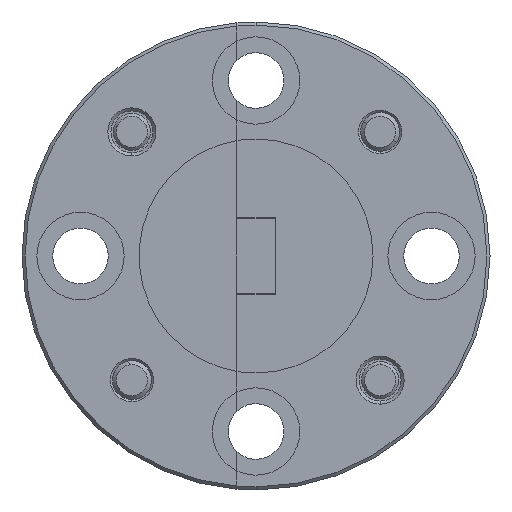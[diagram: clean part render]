
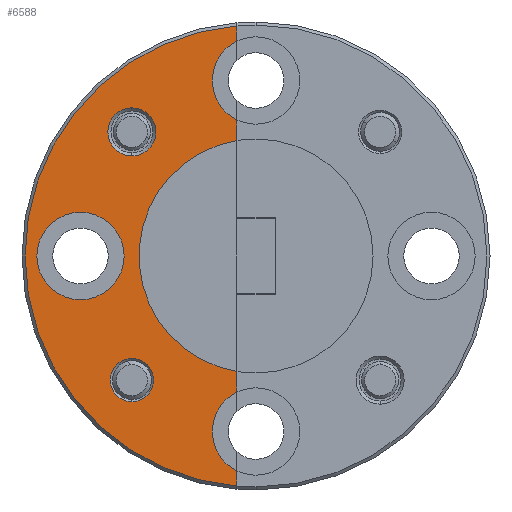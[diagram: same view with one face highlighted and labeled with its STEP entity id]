
A CAD part, left-side view. The second image highlights one B-rep face of the part: STEP entity #6588.
In plain terms, the highlighted planar face has unit normal (-1, 0, 0).
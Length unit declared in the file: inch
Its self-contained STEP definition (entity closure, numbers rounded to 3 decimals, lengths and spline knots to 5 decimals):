
#89 = VERTEX_POINT ( 'NONE', #9637 ) ;
#205 = CIRCLE ( 'NONE', #10971, 0.0385 ) ;
#314 = DIRECTION ( 'NONE',  ( 0., 0., 1. ) ) ;
#475 = CARTESIAN_POINT ( 'NONE',  ( -0.57, 0., 0.34426 ) ) ;
#505 = CIRCLE ( 'NONE', #4522, 0.07 ) ;
#570 = ORIENTED_EDGE ( 'NONE', *, *, #11108, .F. ) ;
#633 = DIRECTION ( 'NONE',  ( 0., 0., 1. ) ) ;
#707 = DIRECTION ( 'NONE',  ( -1., 0., 0. ) ) ;
#727 = CARTESIAN_POINT ( 'NONE',  ( -0.57, 0., 0. ) ) ;
#739 = EDGE_CURVE ( 'NONE', #6390, #1070, #205, .T. ) ;
#770 = AXIS2_PLACEMENT_3D ( 'NONE', #1376, #3146, #2084 ) ;
#912 = DIRECTION ( 'NONE',  ( 0., 0., 1. ) ) ;
#986 = DIRECTION ( 'NONE',  ( -1., 0., 0. ) ) ;
#1015 = VERTEX_POINT ( 'NONE', #1660 ) ;
#1070 = VERTEX_POINT ( 'NONE', #1780 ) ;
#1117 = CIRCLE ( 'NONE', #770, 0.07 ) ;
#1376 = CARTESIAN_POINT ( 'NONE',  ( -0.57, -0.0305, 0.28125 ) ) ;
#1453 = CARTESIAN_POINT ( 'NONE',  ( -0.57, 0.16837, -0.19887 ) ) ;
#1525 = EDGE_CURVE ( 'NONE', #2745, #1015, #8411, .T. ) ;
#1606 = CARTESIAN_POINT ( 'NONE',  ( -0.57, 0.16837, 0.19887 ) ) ;
#1660 = CARTESIAN_POINT ( 'NONE',  ( -0.57, 0., 0.21824 ) ) ;
#1698 = EDGE_CURVE ( 'NONE', #2745, #8046, #5380, .T. ) ;
#1751 = DIRECTION ( 'NONE',  ( -1., 0., 0. ) ) ;
#1780 = CARTESIAN_POINT ( 'NONE',  ( -0.57, 0.16837, 0.23737 ) ) ;
#1952 = CIRCLE ( 'NONE', #2813, 0.07 ) ;
#2084 = DIRECTION ( 'NONE',  ( 0., 0., 1. ) ) ;
#2160 = FACE_BOUND ( 'NONE', #7267, .T. ) ;
#2330 = CARTESIAN_POINT ( 'NONE',  ( -0.57, 0., 0.36874 ) ) ;
#2346 = ORIENTED_EDGE ( 'NONE', *, *, #9823, .F. ) ;
#2349 = VECTOR ( 'NONE', #5856, 39.37008 ) ;
#2416 = DIRECTION ( 'NONE',  ( 0., 0., 1. ) ) ;
#2466 = EDGE_CURVE ( 'NONE', #9999, #8046, #5360, .T. ) ;
#2518 = PLANE ( 'NONE',  #2816 ) ;
#2603 = DIRECTION ( 'NONE',  ( 0., 0., 1. ) ) ;
#2745 = VERTEX_POINT ( 'NONE', #6739 ) ;
#2813 = AXIS2_PLACEMENT_3D ( 'NONE', #5210, #4353, #912 ) ;
#2816 = AXIS2_PLACEMENT_3D ( 'NONE', #9600, #707, #5209 ) ;
#3004 = VECTOR ( 'NONE', #2416, 39.37008 ) ;
#3062 = LINE ( 'NONE', #4090, #2349 ) ;
#3082 = DIRECTION ( 'NONE',  ( -1., 0., 0. ) ) ;
#3142 = CARTESIAN_POINT ( 'NONE',  ( -0.57, -0.0305, -0.28125 ) ) ;
#3146 = DIRECTION ( 'NONE',  ( -1., 0., 0. ) ) ;
#3197 = EDGE_CURVE ( 'NONE', #3884, #1015, #1117, .T. ) ;
#3374 = ORIENTED_EDGE ( 'NONE', *, *, #3704, .T. ) ;
#3426 = FACE_OUTER_BOUND ( 'NONE', #9100, .T. ) ;
#3434 = AXIS2_PLACEMENT_3D ( 'NONE', #1606, #9746, #11415 ) ;
#3518 = CARTESIAN_POINT ( 'NONE',  ( -0.57, 0.25075, 0. ) ) ;
#3559 = ORIENTED_EDGE ( 'NONE', *, *, #6648, .T. ) ;
#3693 = ORIENTED_EDGE ( 'NONE', *, *, #10282, .F. ) ;
#3704 = EDGE_CURVE ( 'NONE', #89, #8391, #3062, .T. ) ;
#3774 = DIRECTION ( 'NONE',  ( 0., 0., 1. ) ) ;
#3856 = CARTESIAN_POINT ( 'NONE',  ( -0.57, -0.0305, 0. ) ) ;
#3884 = VERTEX_POINT ( 'NONE', #475 ) ;
#3892 = CARTESIAN_POINT ( 'NONE',  ( -0.57, 0.16837, 0.16037 ) ) ;
#3955 = ORIENTED_EDGE ( 'NONE', *, *, #1525, .T. ) ;
#4066 = CIRCLE ( 'NONE', #6851, 0.03475 ) ;
#4090 = CARTESIAN_POINT ( 'NONE',  ( -0.57, 0., 0. ) ) ;
#4138 = DIRECTION ( 'NONE',  ( 0., 0., 1. ) ) ;
#4246 = CARTESIAN_POINT ( 'NONE',  ( -0.57, 0.25075, -0.07 ) ) ;
#4264 = DIRECTION ( 'NONE',  ( 0., 0., 1. ) ) ;
#4353 = DIRECTION ( 'NONE',  ( -1., 0., 0. ) ) ;
#4420 = DIRECTION ( 'NONE',  ( 0., 0., 1. ) ) ;
#4522 = AXIS2_PLACEMENT_3D ( 'NONE', #3142, #11208, #4138 ) ;
#4695 = DIRECTION ( 'NONE',  ( -1., 0., 0. ) ) ;
#4797 = FACE_BOUND ( 'NONE', #9982, .T. ) ;
#5101 = DIRECTION ( 'NONE',  ( -1., 0., 0. ) ) ;
#5209 = DIRECTION ( 'NONE',  ( 0., 0., 1. ) ) ;
#5210 = CARTESIAN_POINT ( 'NONE',  ( -0.57, 0.25075, 0. ) ) ;
#5360 = LINE ( 'NONE', #7043, #6747 ) ;
#5380 = CIRCLE ( 'NONE', #9532, 0.1875 ) ;
#5384 = VERTEX_POINT ( 'NONE', #2330 ) ;
#5635 = CARTESIAN_POINT ( 'NONE',  ( -0.57, 0.16837, 0.19887 ) ) ;
#5768 = EDGE_CURVE ( 'NONE', #9999, #8391, #505, .T. ) ;
#5856 = DIRECTION ( 'NONE',  ( 0., 0., 1. ) ) ;
#6051 = VERTEX_POINT ( 'NONE', #9078 ) ;
#6094 = VERTEX_POINT ( 'NONE', #10044 ) ;
#6234 = ORIENTED_EDGE ( 'NONE', *, *, #5768, .F. ) ;
#6287 = CARTESIAN_POINT ( 'NONE',  ( -0.57, 0., -0.21824 ) ) ;
#6305 = CARTESIAN_POINT ( 'NONE',  ( -0.57, 0.16837, -0.19887 ) ) ;
#6390 = VERTEX_POINT ( 'NONE', #3892 ) ;
#6587 = CIRCLE ( 'NONE', #3434, 0.0385 ) ;
#6588 = ADVANCED_FACE ( 'NONE', ( #3426, #4797, #2160, #8986 ), #2518, .T. ) ;
#6648 = EDGE_CURVE ( 'NONE', #3884, #5384, #9545, .T. ) ;
#6739 = CARTESIAN_POINT ( 'NONE',  ( -0.57, 0., 0.185 ) ) ;
#6747 = VECTOR ( 'NONE', #4264, 39.37008 ) ;
#6767 = AXIS2_PLACEMENT_3D ( 'NONE', #3856, #3082, #10153 ) ;
#6851 = AXIS2_PLACEMENT_3D ( 'NONE', #1453, #8615, #10249 ) ;
#7043 = CARTESIAN_POINT ( 'NONE',  ( -0.57, 0., 0. ) ) ;
#7076 = ORIENTED_EDGE ( 'NONE', *, *, #8437, .T. ) ;
#7081 = CARTESIAN_POINT ( 'NONE',  ( -0.57, 0., -0.185 ) ) ;
#7267 = EDGE_LOOP ( 'NONE', ( #2346, #11428 ) ) ;
#7274 = CARTESIAN_POINT ( 'NONE',  ( -0.57, 0., 0. ) ) ;
#7844 = ORIENTED_EDGE ( 'NONE', *, *, #1698, .F. ) ;
#8046 = VERTEX_POINT ( 'NONE', #7081 ) ;
#8333 = CIRCLE ( 'NONE', #8387, 0.07 ) ;
#8387 = AXIS2_PLACEMENT_3D ( 'NONE', #3518, #1751, #2603 ) ;
#8391 = VERTEX_POINT ( 'NONE', #9853 ) ;
#8411 = LINE ( 'NONE', #727, #3004 ) ;
#8437 = EDGE_CURVE ( 'NONE', #5384, #89, #8907, .T. ) ;
#8615 = DIRECTION ( 'NONE',  ( -1., 0., 0. ) ) ;
#8759 = EDGE_CURVE ( 'NONE', #6051, #9306, #8333, .T. ) ;
#8907 = CIRCLE ( 'NONE', #6767, 0.37 ) ;
#8986 = FACE_BOUND ( 'NONE', #9988, .T. ) ;
#9078 = CARTESIAN_POINT ( 'NONE',  ( -0.57, 0.25075, 0.07 ) ) ;
#9087 = CIRCLE ( 'NONE', #10555, 0.03475 ) ;
#9100 = EDGE_LOOP ( 'NONE', ( #3559, #7076, #3374, #6234, #10174, #7844, #3955, #9121 ) ) ;
#9121 = ORIENTED_EDGE ( 'NONE', *, *, #3197, .F. ) ;
#9306 = VERTEX_POINT ( 'NONE', #4246 ) ;
#9532 = AXIS2_PLACEMENT_3D ( 'NONE', #11281, #5101, #633 ) ;
#9545 = LINE ( 'NONE', #7274, #9816 ) ;
#9600 = CARTESIAN_POINT ( 'NONE',  ( -0.57, -0.0305, 0. ) ) ;
#9637 = CARTESIAN_POINT ( 'NONE',  ( -0.57, 0., -0.36874 ) ) ;
#9746 = DIRECTION ( 'NONE',  ( -1., 0., 0. ) ) ;
#9816 = VECTOR ( 'NONE', #4420, 39.37008 ) ;
#9823 = EDGE_CURVE ( 'NONE', #1070, #6390, #6587, .T. ) ;
#9853 = CARTESIAN_POINT ( 'NONE',  ( -0.57, 0., -0.34426 ) ) ;
#9982 = EDGE_LOOP ( 'NONE', ( #10549, #570 ) ) ;
#9988 = EDGE_LOOP ( 'NONE', ( #3693, #11542 ) ) ;
#9999 = VERTEX_POINT ( 'NONE', #6287 ) ;
#10024 = CARTESIAN_POINT ( 'NONE',  ( -0.57, 0.16837, -0.23362 ) ) ;
#10044 = CARTESIAN_POINT ( 'NONE',  ( -0.57, 0.16837, -0.16412 ) ) ;
#10153 = DIRECTION ( 'NONE',  ( 0., 0., 1. ) ) ;
#10174 = ORIENTED_EDGE ( 'NONE', *, *, #2466, .T. ) ;
#10249 = DIRECTION ( 'NONE',  ( 0., 0., 1. ) ) ;
#10282 = EDGE_CURVE ( 'NONE', #6094, #11184, #4066, .T. ) ;
#10549 = ORIENTED_EDGE ( 'NONE', *, *, #8759, .F. ) ;
#10555 = AXIS2_PLACEMENT_3D ( 'NONE', #6305, #986, #3774 ) ;
#10971 = AXIS2_PLACEMENT_3D ( 'NONE', #5635, #4695, #314 ) ;
#11108 = EDGE_CURVE ( 'NONE', #9306, #6051, #1952, .T. ) ;
#11184 = VERTEX_POINT ( 'NONE', #10024 ) ;
#11208 = DIRECTION ( 'NONE',  ( -1., 0., 0. ) ) ;
#11281 = CARTESIAN_POINT ( 'NONE',  ( -0.57, -0.0305, 0. ) ) ;
#11415 = DIRECTION ( 'NONE',  ( 0., 0., 1. ) ) ;
#11428 = ORIENTED_EDGE ( 'NONE', *, *, #739, .F. ) ;
#11504 = EDGE_CURVE ( 'NONE', #11184, #6094, #9087, .T. ) ;
#11542 = ORIENTED_EDGE ( 'NONE', *, *, #11504, .F. ) ;
